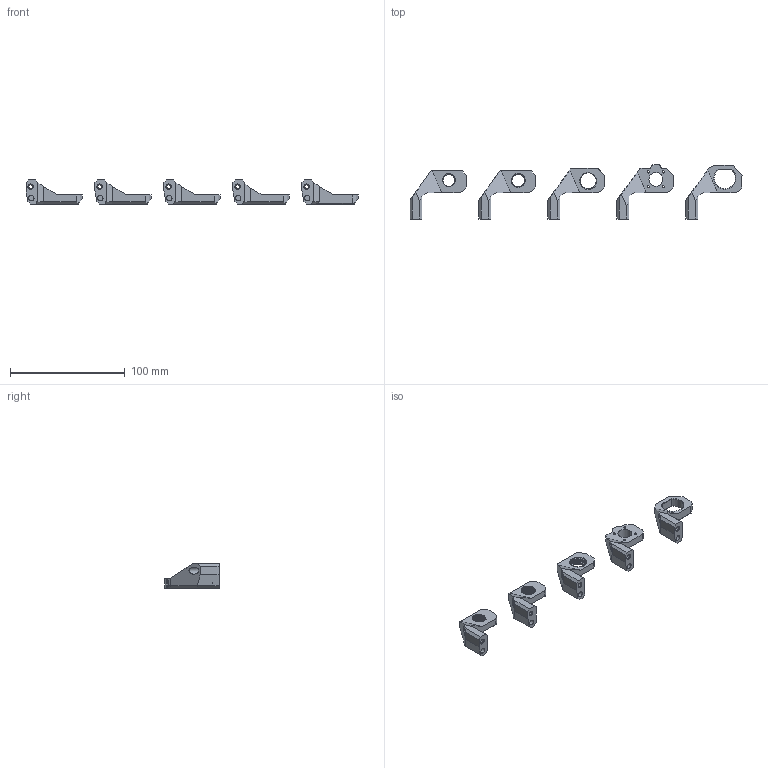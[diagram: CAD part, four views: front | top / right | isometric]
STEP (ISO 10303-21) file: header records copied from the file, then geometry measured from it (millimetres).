
FILE_DESCRIPTION(/* description */ (''),/* implementation_level */ '2;1');
FILE_NAME(/* name */ 'CW2_Umbilical.step',/* time_stamp */ '2023-02-15T07:48:00-08:00',/* author */ (''),/* organization */ (''),/* preprocessor_version */ 'ST-DEVELOPER v19.2',/* originating_system */ 'Autodesk Translation Framework v11.17.0.187',/* authorisation */ '');
FILE_SCHEMA (('AUTOMOTIVE_DESIGN { 1 0 10303 214 3 1 1 }'));
Length unit declared in the file: millimetre
Products named in the file (6): (Unsaved); CW2 PG7 Umbilical; CW2 PG9 Umbilcal; CW2 CNL M12 4Screw Umbilical; CW2 CNL M16 Umbilical; CW2 M12 Umbilical
Assembly tree (5 placements, depth 2):
  (Unsaved)
    CW2 PG7 Umbilical
    CW2 PG9 Umbilcal
    CW2 CNL M12 4Screw Umbilical
    CW2 CNL M16 Umbilical
    CW2 M12 Umbilical
Bounding box: 288.74 x 47.12 x 21.06 mm (x, y, z)
Volume: 47004.9 mm3; surface area: 22395.8 mm2
Topology: 5 solids, 5 shells, 240 faces, 688 edges, 467 vertices
Faces by surface type: plane 158, cylinder 67, bspline 8, cone 7
Full cylindrical faces by diameter (mm): 1.9 x4, 3.4 x5, 4.7 x5, 10.526 x4, 11.43 x5, 12 x1, 12.203 x5, 12.65 x5, 14.01 x4, 15.35 x5
Entity records: 21969 total; most frequent: CARTESIAN_POINT 15645, ORIENTED_EDGE 1376, DIRECTION 1109, EDGE_CURVE 688, VERTEX_POINT 467, LINE 463, VECTOR 463, AXIS2_PLACEMENT_3D 323
